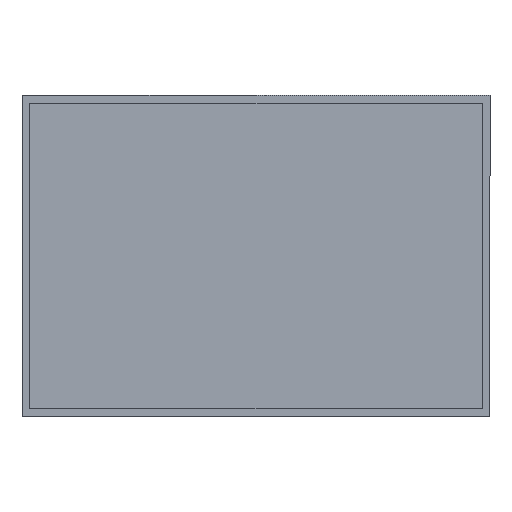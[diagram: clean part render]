
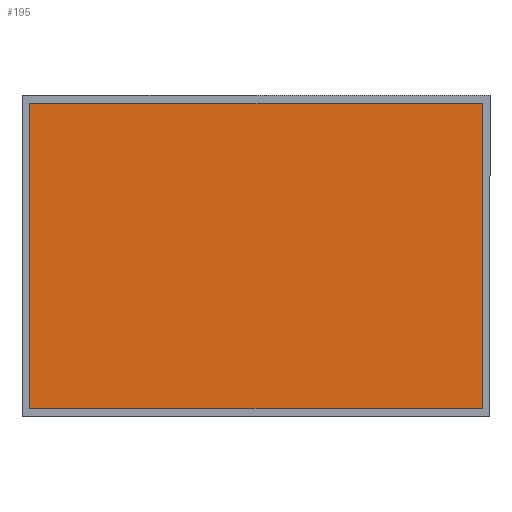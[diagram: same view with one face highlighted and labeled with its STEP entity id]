
A CAD part, front view. The second image highlights one B-rep face of the part: STEP entity #195.
In plain terms, the highlighted planar face has unit normal (0, -1, 0).
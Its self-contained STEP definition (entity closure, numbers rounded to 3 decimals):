
#62 = VERTEX_POINT ( 'NONE', #434 ) ;
#77 = EDGE_CURVE ( 'NONE', #134, #62, #396, .T. ) ;
#104 = EDGE_CURVE ( 'NONE', #135, #134, #666, .T. ) ;
#109 = EDGE_CURVE ( 'NONE', #62, #111, #642, .T. ) ;
#110 = EDGE_CURVE ( 'NONE', #111, #135, #558, .T. ) ;
#111 = VERTEX_POINT ( 'NONE', #659 ) ;
#134 = VERTEX_POINT ( 'NONE', #531 ) ;
#135 = VERTEX_POINT ( 'NONE', #530 ) ;
#190 = ORIENTED_EDGE ( 'NONE', *, *, #77, .T. ) ;
#191 = ORIENTED_EDGE ( 'NONE', *, *, #109, .T. ) ;
#195 = ADVANCED_FACE ( 'NONE', ( #542 ), #548, .F. ) ;
#196 = EDGE_LOOP ( 'NONE', ( #190, #191, #199, #197 ) ) ;
#197 = ORIENTED_EDGE ( 'NONE', *, *, #104, .T. ) ;
#199 = ORIENTED_EDGE ( 'NONE', *, *, #110, .T. ) ;
#393 = DIRECTION ( 'NONE',  ( -1., 0., 0. ) ) ;
#394 = VECTOR ( 'NONE', #393, 1000. ) ;
#395 = CARTESIAN_POINT ( 'NONE',  ( 0., 0., 1.005 ) ) ;
#396 = LINE ( 'NONE', #395, #394 ) ;
#434 = CARTESIAN_POINT ( 'NONE',  ( 0.025, 0., 1.005 ) ) ;
#530 = CARTESIAN_POINT ( 'NONE',  ( 1.475, 0., 0.025 ) ) ;
#531 = CARTESIAN_POINT ( 'NONE',  ( 1.475, 0., 1.005 ) ) ;
#541 = AXIS2_PLACEMENT_3D ( 'NONE', #550, #620, #619 ) ;
#542 = FACE_OUTER_BOUND ( 'NONE', #196, .T. ) ;
#548 = PLANE ( 'NONE',  #541 ) ;
#550 = CARTESIAN_POINT ( 'NONE',  ( 0., 0., 1.03 ) ) ;
#555 = DIRECTION ( 'NONE',  ( 1., 0., 0. ) ) ;
#556 = VECTOR ( 'NONE', #555, 1000. ) ;
#557 = CARTESIAN_POINT ( 'NONE',  ( 0., 0., 0.025 ) ) ;
#558 = LINE ( 'NONE', #557, #556 ) ;
#559 = DIRECTION ( 'NONE',  ( 0., 0., -1. ) ) ;
#560 = VECTOR ( 'NONE', #559, 1000. ) ;
#561 = CARTESIAN_POINT ( 'NONE',  ( 0.025, 0., 1.03 ) ) ;
#565 = DIRECTION ( 'NONE',  ( 0., 0., 1. ) ) ;
#619 = DIRECTION ( 'NONE',  ( 0., 0., 1. ) ) ;
#620 = DIRECTION ( 'NONE',  ( 0., 1., 0. ) ) ;
#642 = LINE ( 'NONE', #561, #560 ) ;
#659 = CARTESIAN_POINT ( 'NONE',  ( 0.025, 0., 0.025 ) ) ;
#664 = VECTOR ( 'NONE', #565, 1000. ) ;
#665 = CARTESIAN_POINT ( 'NONE',  ( 1.475, 0., 1.03 ) ) ;
#666 = LINE ( 'NONE', #665, #664 ) ;
